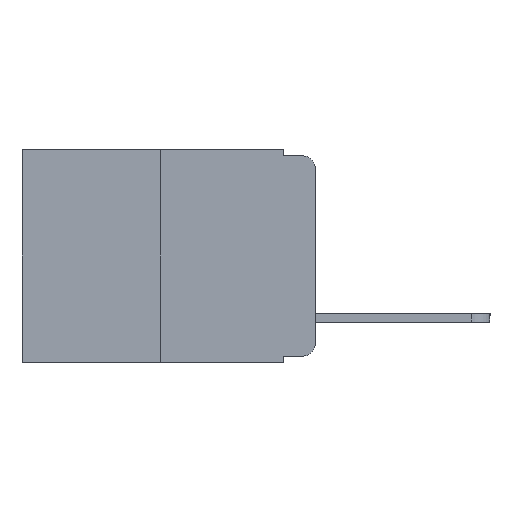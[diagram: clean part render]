
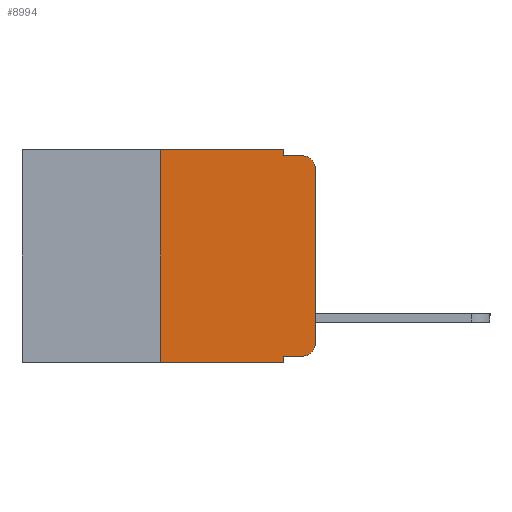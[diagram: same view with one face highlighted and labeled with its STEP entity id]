
A CAD part, left-side view. The second image highlights one B-rep face of the part: STEP entity #8994.
In plain terms, the highlighted planar face has unit normal (-1, 0, 0).
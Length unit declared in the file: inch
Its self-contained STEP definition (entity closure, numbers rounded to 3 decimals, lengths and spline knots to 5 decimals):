
#186 = CARTESIAN_POINT ( 'NONE',  ( 0., 0.25, -0.343 ) ) ;
#289 = LINE ( 'NONE', #1802, #5591 ) ;
#362 = CARTESIAN_POINT ( 'NONE',  ( 0., 0.473, -0.343 ) ) ;
#402 = CARTESIAN_POINT ( 'NONE',  ( 0., 0.051, -0.01 ) ) ;
#451 = CARTESIAN_POINT ( 'NONE',  ( 0., 0.25, 0. ) ) ;
#670 = LINE ( 'NONE', #8678, #3874 ) ;
#702 = FACE_OUTER_BOUND ( 'NONE', #9543, .T. ) ;
#831 = VERTEX_POINT ( 'NONE', #10073 ) ;
#851 = CARTESIAN_POINT ( 'NONE',  ( 0., 0., -0.313 ) ) ;
#1213 = CARTESIAN_POINT ( 'NONE',  ( 0., 0.473, 0. ) ) ;
#1592 = CARTESIAN_POINT ( 'NONE',  ( 0., 0.02, -0.03 ) ) ;
#1636 = VECTOR ( 'NONE', #7611, 39.37008 ) ;
#1647 = DIRECTION ( 'NONE',  ( 0., 0., 1. ) ) ;
#1801 = LINE ( 'NONE', #402, #11615 ) ;
#1802 = CARTESIAN_POINT ( 'NONE',  ( 0., 0.051, -0.333 ) ) ;
#2458 = ORIENTED_EDGE ( 'NONE', *, *, #2502, .F. ) ;
#2471 = CARTESIAN_POINT ( 'NONE',  ( 0., 0.051, -0.343 ) ) ;
#2502 = EDGE_CURVE ( 'NONE', #3930, #2657, #2618, .T. ) ;
#2618 = LINE ( 'NONE', #1213, #7626 ) ;
#2655 = DIRECTION ( 'NONE',  ( 0., 0., -1. ) ) ;
#2657 = VERTEX_POINT ( 'NONE', #5592 ) ;
#2795 = DIRECTION ( 'NONE',  ( 0., 0., -1. ) ) ;
#2937 = ORIENTED_EDGE ( 'NONE', *, *, #3947, .T. ) ;
#3304 = EDGE_CURVE ( 'NONE', #3877, #7724, #4680, .T. ) ;
#3589 = AXIS2_PLACEMENT_3D ( 'NONE', #4080, #5108, #11538 ) ;
#3590 = ORIENTED_EDGE ( 'NONE', *, *, #3960, .F. ) ;
#3682 = DIRECTION ( 'NONE',  ( 0., -1., 0. ) ) ;
#3874 = VECTOR ( 'NONE', #2795, 39.37008 ) ;
#3877 = VERTEX_POINT ( 'NONE', #186 ) ;
#3930 = VERTEX_POINT ( 'NONE', #4609 ) ;
#3945 = EDGE_CURVE ( 'NONE', #7966, #5446, #9599, .T. ) ;
#3947 = EDGE_CURVE ( 'NONE', #5446, #12534, #5146, .T. ) ;
#3960 = EDGE_CURVE ( 'NONE', #7475, #12534, #1801, .T. ) ;
#3963 = EDGE_CURVE ( 'NONE', #2657, #7475, #12152, .T. ) ;
#3981 = EDGE_CURVE ( 'NONE', #3877, #3930, #9327, .T. ) ;
#4015 = EDGE_CURVE ( 'NONE', #8771, #7724, #670, .T. ) ;
#4038 = EDGE_CURVE ( 'NONE', #8771, #831, #289, .T. ) ;
#4041 = EDGE_CURVE ( 'NONE', #831, #7966, #5915, .T. ) ;
#4080 = CARTESIAN_POINT ( 'NONE',  ( 0., 0.473, 0. ) ) ;
#4508 = VECTOR ( 'NONE', #10346, 39.37008 ) ;
#4609 = CARTESIAN_POINT ( 'NONE',  ( 0., 0.25, 0. ) ) ;
#4680 = LINE ( 'NONE', #362, #1636 ) ;
#5108 = DIRECTION ( 'NONE',  ( 1., 0., 0. ) ) ;
#5146 = CIRCLE ( 'NONE', #11567, 0.02 ) ;
#5212 = CARTESIAN_POINT ( 'NONE',  ( 0., 0., -0.03 ) ) ;
#5446 = VERTEX_POINT ( 'NONE', #5212 ) ;
#5591 = VECTOR ( 'NONE', #5825, 39.37008 ) ;
#5592 = CARTESIAN_POINT ( 'NONE',  ( 0., 0.051, 0. ) ) ;
#5650 = DIRECTION ( 'NONE',  ( 0., 0., 1. ) ) ;
#5808 = CARTESIAN_POINT ( 'NONE',  ( 0., 0.02, -0.01 ) ) ;
#5825 = DIRECTION ( 'NONE',  ( 0., -1., 0. ) ) ;
#5867 = DIRECTION ( 'NONE',  ( -1., 0., 0. ) ) ;
#5915 = CIRCLE ( 'NONE', #11406, 0.02 ) ;
#7144 = VECTOR ( 'NONE', #5650, 39.37008 ) ;
#7158 = ORIENTED_EDGE ( 'NONE', *, *, #3963, .F. ) ;
#7475 = VERTEX_POINT ( 'NONE', #9847 ) ;
#7595 = CARTESIAN_POINT ( 'NONE',  ( 0., 0., 0. ) ) ;
#7611 = DIRECTION ( 'NONE',  ( 0., -1., 0. ) ) ;
#7626 = VECTOR ( 'NONE', #8254, 39.37008 ) ;
#7638 = ORIENTED_EDGE ( 'NONE', *, *, #4041, .T. ) ;
#7645 = CARTESIAN_POINT ( 'NONE',  ( 0., 0.051, -0.333 ) ) ;
#7724 = VERTEX_POINT ( 'NONE', #2471 ) ;
#7966 = VERTEX_POINT ( 'NONE', #851 ) ;
#8254 = DIRECTION ( 'NONE',  ( 0., -1., 0. ) ) ;
#8560 = DIRECTION ( 'NONE',  ( -1., 0., 0. ) ) ;
#8678 = CARTESIAN_POINT ( 'NONE',  ( 0., 0.051, 0. ) ) ;
#8771 = VERTEX_POINT ( 'NONE', #7645 ) ;
#8994 = ADVANCED_FACE ( 'NONE', ( #702 ), #11494, .F. ) ;
#9327 = LINE ( 'NONE', #451, #11326 ) ;
#9470 = CARTESIAN_POINT ( 'NONE',  ( 0., 0.051, 0. ) ) ;
#9543 = EDGE_LOOP ( 'NONE', ( #11747, #2937, #3590, #7158, #2458, #10149, #10930, #11192, #11760, #7638 ) ) ;
#9599 = LINE ( 'NONE', #7595, #7144 ) ;
#9847 = CARTESIAN_POINT ( 'NONE',  ( 0., 0.051, -0.01 ) ) ;
#10073 = CARTESIAN_POINT ( 'NONE',  ( 0., 0.02, -0.333 ) ) ;
#10149 = ORIENTED_EDGE ( 'NONE', *, *, #3981, .F. ) ;
#10346 = DIRECTION ( 'NONE',  ( 0., 0., -1. ) ) ;
#10930 = ORIENTED_EDGE ( 'NONE', *, *, #3304, .T. ) ;
#11192 = ORIENTED_EDGE ( 'NONE', *, *, #4015, .F. ) ;
#11326 = VECTOR ( 'NONE', #1647, 39.37008 ) ;
#11327 = CARTESIAN_POINT ( 'NONE',  ( 0., 0.02, -0.313 ) ) ;
#11406 = AXIS2_PLACEMENT_3D ( 'NONE', #11327, #5867, #12211 ) ;
#11494 = PLANE ( 'NONE',  #3589 ) ;
#11538 = DIRECTION ( 'NONE',  ( 0., 0., -1. ) ) ;
#11567 = AXIS2_PLACEMENT_3D ( 'NONE', #1592, #8560, #2655 ) ;
#11615 = VECTOR ( 'NONE', #3682, 39.37008 ) ;
#11747 = ORIENTED_EDGE ( 'NONE', *, *, #3945, .T. ) ;
#11760 = ORIENTED_EDGE ( 'NONE', *, *, #4038, .T. ) ;
#12152 = LINE ( 'NONE', #9470, #4508 ) ;
#12211 = DIRECTION ( 'NONE',  ( 0., 0., -1. ) ) ;
#12534 = VERTEX_POINT ( 'NONE', #5808 ) ;
